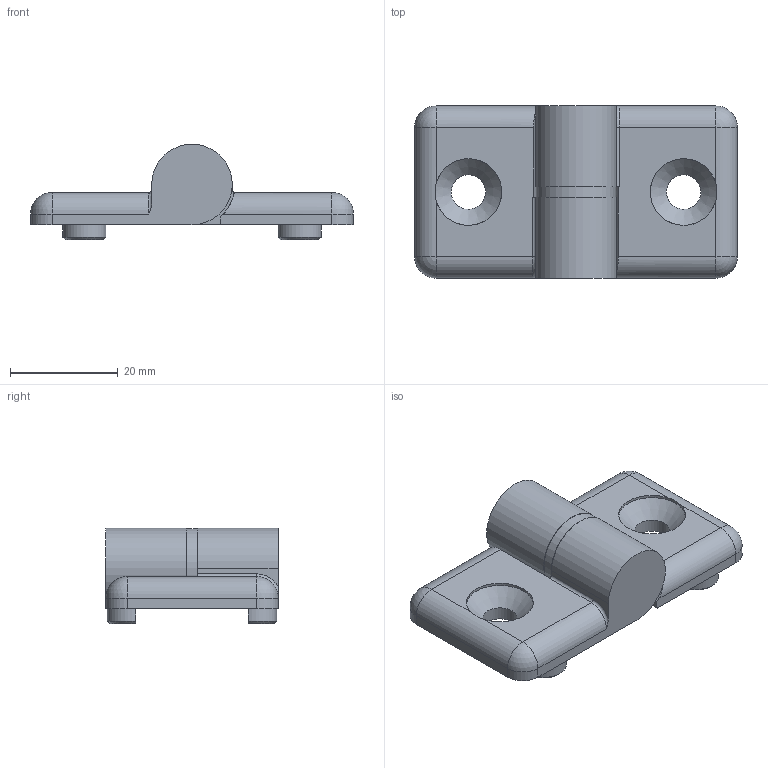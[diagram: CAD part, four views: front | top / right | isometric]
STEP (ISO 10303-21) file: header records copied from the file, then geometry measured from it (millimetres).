
FILE_DESCRIPTION(('FreeCAD Model'),'2;1');
FILE_NAME('Open CASCADE Shape Model','2026-03-17T10:11:31',(''),(''), 'Open CASCADE STEP processor 7.6','FreeCAD','Unknown');
FILE_SCHEMA(('AUTOMOTIVE_DESIGN { 1 0 10303 214 1 1 1 1 }'));
Length unit declared in the file: millimetre
Products named in the file (7): STI8-CHPAG001; STI8-CHPAG002; STI8-CHPAG003; STI8-CHPAG
Assembly tree (3 placements, depth 2):
  STI8-CHPAG001
  STI8-CHPAG002
  STI8-CHPAG003
  STI8-CHPAG
    STI8-CHPAG001
    STI8-CHPAG002
    STI8-CHPAG003
Bounding box: 60 x 32 x 17.8 mm (x, y, z)
Volume: 26173.3 mm3; surface area: 15888.9 mm2
Topology: 6 solids, 6 shells, 210 faces, 498 edges, 308 vertices
Faces by surface type: plane 104, cylinder 78, cone 16, sphere 8, torus 4
Full cylindrical faces by diameter (mm): 6.1 x8, 6.4 x4, 12.4 x4, 14.8 x2
Entity records: 6133 total; most frequent: CARTESIAN_POINT 1134, DIRECTION 1036, ORIENTED_EDGE 980, EDGE_CURVE 490, AXIS2_PLACEMENT_3D 386, VERTEX_POINT 308, LINE 264, VECTOR 264
